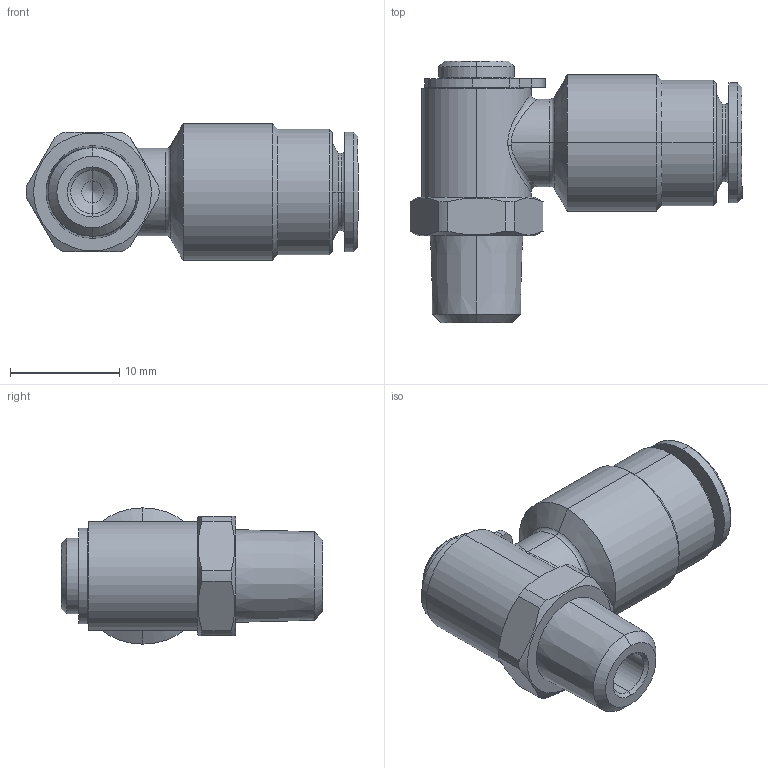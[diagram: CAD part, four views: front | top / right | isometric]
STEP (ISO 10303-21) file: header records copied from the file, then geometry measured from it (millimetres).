
FILE_DESCRIPTION (( 'STEP AP203' ), '1' );
FILE_NAME ('H0080530.STEP', '2010-06-18T07:54:07', ( '' ), ( 'sopra-pneumatic' ), 'SwSTEP 2.0', 'SolidWorks 2009', '' );
FILE_SCHEMA (( 'CONFIG_CONTROL_DESIGN' ));
Length unit declared in the file: millimetre
Products named in the file (1): H0080530
Bounding box: 30.44 x 24 x 12.5 mm (x, y, z)
Volume: 2923.4 mm3; surface area: 2367.5 mm2
Topology: 1 solids, 1 shells, 111 faces, 267 edges, 163 vertices
Faces by surface type: cylinder 45, cone 30, plane 30, torus 4, bspline 2
Entity records: 4334 total; most frequent: CARTESIAN_POINT 1618, DIRECTION 599, ORIENTED_EDGE 530, EDGE_CURVE 265, AXIS2_PLACEMENT_3D 248, VERTEX_POINT 163, CIRCLE 138, EDGE_LOOP 120
